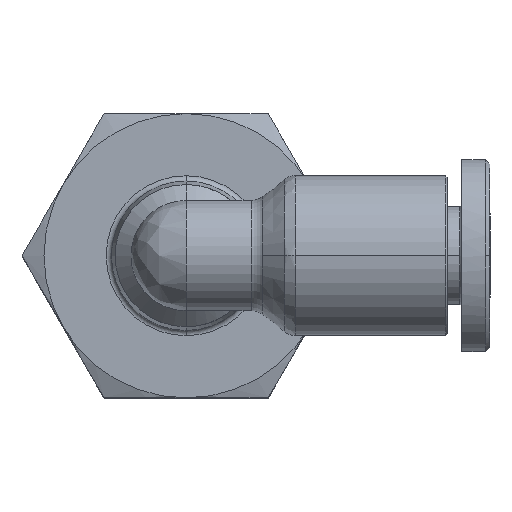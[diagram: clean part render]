
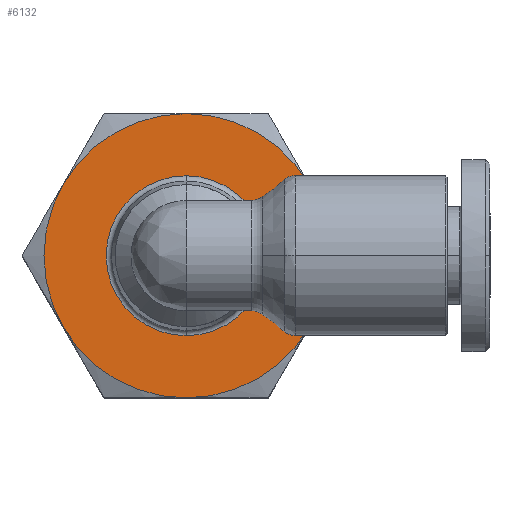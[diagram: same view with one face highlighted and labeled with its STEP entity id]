
A CAD part, top view. The second image highlights one B-rep face of the part: STEP entity #6132.
In plain terms, the highlighted planar face has unit normal (0, 0, 1).
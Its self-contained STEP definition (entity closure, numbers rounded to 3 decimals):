
#216 = DIRECTION ( 'NONE',  ( 0., 0., -1. ) ) ;
#374 = ORIENTED_EDGE ( 'NONE', *, *, #13725, .F. ) ;
#650 = AXIS2_PLACEMENT_3D ( 'NONE', #8719, #216, #13595 ) ;
#846 = CARTESIAN_POINT ( 'NONE',  ( -12.228, 4., -4.8 ) ) ;
#866 = ORIENTED_EDGE ( 'NONE', *, *, #11437, .F. ) ;
#1125 = VERTEX_POINT ( 'NONE', #13655 ) ;
#1238 = CARTESIAN_POINT ( 'NONE',  ( -5.3, 0., -4.8 ) ) ;
#1275 = EDGE_LOOP ( 'NONE', ( #15178, #3171, #11895, #13069, #866, #374 ) ) ;
#1307 = CARTESIAN_POINT ( 'NONE',  ( -5.3, -8., -4.8 ) ) ;
#1597 = DIRECTION ( 'NONE',  ( 0., 1., 0. ) ) ;
#1917 = DIRECTION ( 'NONE',  ( 0., 1., 0. ) ) ;
#2339 = CIRCLE ( 'NONE', #9268, 8. ) ;
#2366 = DIRECTION ( 'NONE',  ( 0., 1., 0. ) ) ;
#2533 = CARTESIAN_POINT ( 'NONE',  ( 1.628, 4., -4.8 ) ) ;
#2853 = DIRECTION ( 'NONE',  ( 0., 1., 0. ) ) ;
#2855 = CIRCLE ( 'NONE', #14157, 8. ) ;
#3086 = CIRCLE ( 'NONE', #10368, 8. ) ;
#3171 = ORIENTED_EDGE ( 'NONE', *, *, #5600, .F. ) ;
#3545 = CIRCLE ( 'NONE', #10506, 4.501 ) ;
#3635 = PLANE ( 'NONE',  #4970 ) ;
#3752 = DIRECTION ( 'NONE',  ( 0., 0., 1. ) ) ;
#3885 = FACE_OUTER_BOUND ( 'NONE', #1275, .T. ) ;
#3972 = DIRECTION ( 'NONE',  ( 0., 0., 1. ) ) ;
#4492 = CARTESIAN_POINT ( 'NONE',  ( 1.628, -4., -4.8 ) ) ;
#4570 = CARTESIAN_POINT ( 'NONE',  ( -5.3, 0., -4.8 ) ) ;
#4586 = VERTEX_POINT ( 'NONE', #4492 ) ;
#4650 = CARTESIAN_POINT ( 'NONE',  ( -5.3, 8., -4.8 ) ) ;
#4862 = AXIS2_PLACEMENT_3D ( 'NONE', #10103, #7751, #1597 ) ;
#4970 = AXIS2_PLACEMENT_3D ( 'NONE', #14714, #6197, #14809 ) ;
#5203 = DIRECTION ( 'NONE',  ( 0., 1., 0. ) ) ;
#5270 = CARTESIAN_POINT ( 'NONE',  ( -5.3, 0., -4.8 ) ) ;
#5600 = EDGE_CURVE ( 'NONE', #15728, #7210, #6781, .T. ) ;
#5602 = EDGE_CURVE ( 'NONE', #7650, #1125, #3545, .T. ) ;
#5719 = DIRECTION ( 'NONE',  ( 0., 0., -1. ) ) ;
#5808 = DIRECTION ( 'NONE',  ( 0., 0., -1. ) ) ;
#5859 = DIRECTION ( 'NONE',  ( 0., 1., 0. ) ) ;
#5994 = CARTESIAN_POINT ( 'NONE',  ( -12.228, -4., -4.8 ) ) ;
#6132 = ADVANCED_FACE ( 'NONE', ( #13645, #3885 ), #3635, .F. ) ;
#6197 = DIRECTION ( 'NONE',  ( 0., 0., -1. ) ) ;
#6376 = CARTESIAN_POINT ( 'NONE',  ( -5.3, 0., -4.8 ) ) ;
#6781 = CIRCLE ( 'NONE', #650, 8. ) ;
#6794 = EDGE_CURVE ( 'NONE', #11325, #4586, #12859, .T. ) ;
#6859 = CIRCLE ( 'NONE', #12624, 4.501 ) ;
#7210 = VERTEX_POINT ( 'NONE', #5994 ) ;
#7650 = VERTEX_POINT ( 'NONE', #10180 ) ;
#7751 = DIRECTION ( 'NONE',  ( 0., 0., -1. ) ) ;
#8677 = ORIENTED_EDGE ( 'NONE', *, *, #5602, .F. ) ;
#8719 = CARTESIAN_POINT ( 'NONE',  ( -5.3, 0., -4.8 ) ) ;
#8974 = AXIS2_PLACEMENT_3D ( 'NONE', #13028, #9405, #1917 ) ;
#9004 = DIRECTION ( 'NONE',  ( 0., 0., -1. ) ) ;
#9268 = AXIS2_PLACEMENT_3D ( 'NONE', #15574, #5719, #14384 ) ;
#9405 = DIRECTION ( 'NONE',  ( 0., 0., -1. ) ) ;
#9421 = VERTEX_POINT ( 'NONE', #846 ) ;
#9994 = VERTEX_POINT ( 'NONE', #4650 ) ;
#10103 = CARTESIAN_POINT ( 'NONE',  ( -5.3, 0., -4.8 ) ) ;
#10180 = CARTESIAN_POINT ( 'NONE',  ( -5.3, -4.501, -4.8 ) ) ;
#10368 = AXIS2_PLACEMENT_3D ( 'NONE', #5270, #9004, #2853 ) ;
#10506 = AXIS2_PLACEMENT_3D ( 'NONE', #6376, #3972, #5203 ) ;
#11325 = VERTEX_POINT ( 'NONE', #2533 ) ;
#11437 = EDGE_CURVE ( 'NONE', #9994, #11325, #3086, .T. ) ;
#11866 = ORIENTED_EDGE ( 'NONE', *, *, #12525, .F. ) ;
#11895 = ORIENTED_EDGE ( 'NONE', *, *, #12385, .F. ) ;
#12385 = EDGE_CURVE ( 'NONE', #4586, #15728, #2855, .T. ) ;
#12525 = EDGE_CURVE ( 'NONE', #1125, #7650, #6859, .T. ) ;
#12624 = AXIS2_PLACEMENT_3D ( 'NONE', #1238, #3752, #2366 ) ;
#12859 = CIRCLE ( 'NONE', #8974, 8. ) ;
#13028 = CARTESIAN_POINT ( 'NONE',  ( -5.3, 0., -4.8 ) ) ;
#13069 = ORIENTED_EDGE ( 'NONE', *, *, #6794, .F. ) ;
#13429 = EDGE_LOOP ( 'NONE', ( #11866, #8677 ) ) ;
#13566 = EDGE_CURVE ( 'NONE', #7210, #9421, #15010, .T. ) ;
#13595 = DIRECTION ( 'NONE',  ( 0., 1., 0. ) ) ;
#13645 = FACE_BOUND ( 'NONE', #13429, .T. ) ;
#13655 = CARTESIAN_POINT ( 'NONE',  ( -5.3, 4.501, -4.8 ) ) ;
#13725 = EDGE_CURVE ( 'NONE', #9421, #9994, #2339, .T. ) ;
#14157 = AXIS2_PLACEMENT_3D ( 'NONE', #4570, #5808, #5859 ) ;
#14384 = DIRECTION ( 'NONE',  ( 0., 1., 0. ) ) ;
#14714 = CARTESIAN_POINT ( 'NONE',  ( -5.3, 0., -4.8 ) ) ;
#14809 = DIRECTION ( 'NONE',  ( -1., 0., 0. ) ) ;
#15010 = CIRCLE ( 'NONE', #4862, 8. ) ;
#15178 = ORIENTED_EDGE ( 'NONE', *, *, #13566, .F. ) ;
#15574 = CARTESIAN_POINT ( 'NONE',  ( -5.3, 0., -4.8 ) ) ;
#15728 = VERTEX_POINT ( 'NONE', #1307 ) ;
